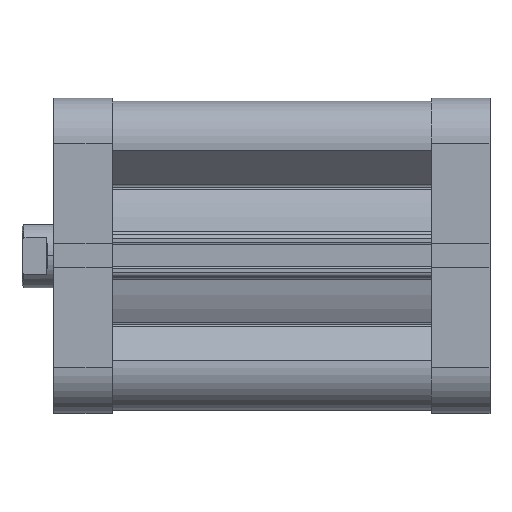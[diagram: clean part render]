
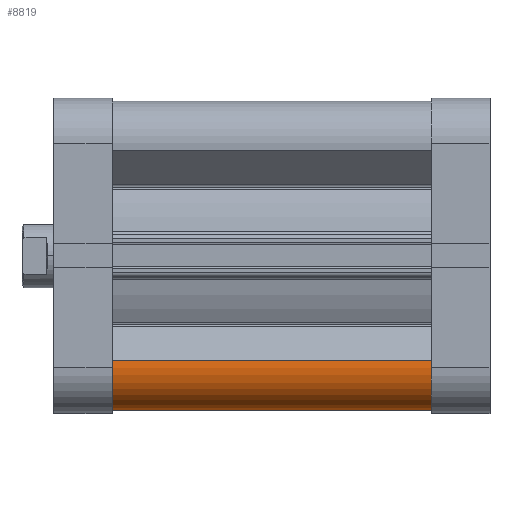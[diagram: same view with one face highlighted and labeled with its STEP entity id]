
A CAD part, top view. The second image highlights one B-rep face of the part: STEP entity #8819.
In plain terms, the highlighted cylindrical face has radius 10.75 mm (diameter 21.5 mm), a partial arc.
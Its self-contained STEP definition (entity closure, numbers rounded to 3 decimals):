
#59 = EDGE_CURVE ( 'NONE', #1581, #3046, #7700, .T. ) ;
#65 = EDGE_CURVE ( 'NONE', #1576, #3047, #8377, .T. ) ;
#499 = EDGE_CURVE ( 'NONE', #3047, #3046, #9442, .T. ) ;
#585 = EDGE_CURVE ( 'NONE', #1576, #1581, #9576, .T. ) ;
#1057 = ORIENTED_EDGE ( 'NONE', *, *, #499, .T. ) ;
#1160 = ORIENTED_EDGE ( 'NONE', *, *, #59, .F. ) ;
#1501 = ORIENTED_EDGE ( 'NONE', *, *, #65, .T. ) ;
#1503 = ORIENTED_EDGE ( 'NONE', *, *, #585, .F. ) ;
#1576 = VERTEX_POINT ( 'NONE', #5177 ) ;
#1581 = VERTEX_POINT ( 'NONE', #5182 ) ;
#1612 = CARTESIAN_POINT ( 'NONE',  ( 38.853, -26.479, 80.5 ) ) ;
#1615 = DIRECTION ( 'NONE',  ( 0., 0., -1. ) ) ;
#1624 = CARTESIAN_POINT ( 'NONE',  ( 26.479, -38.853, 80.5 ) ) ;
#1627 = DIRECTION ( 'NONE',  ( 0., 0., -1. ) ) ;
#2611 = CARTESIAN_POINT ( 'NONE',  ( 28.25, -28.25, 0. ) ) ;
#2613 = DIRECTION ( 'NONE',  ( 0., 0., 1. ) ) ;
#2614 = DIRECTION ( 'NONE',  ( -1., 0., 0. ) ) ;
#3046 = VERTEX_POINT ( 'NONE', #5571 ) ;
#3047 = VERTEX_POINT ( 'NONE', #5572 ) ;
#3727 = AXIS2_PLACEMENT_3D ( 'NONE', #2611, #2613, #2614 ) ;
#3768 = AXIS2_PLACEMENT_3D ( 'NONE', #4402, #4409, #4410 ) ;
#3975 = AXIS2_PLACEMENT_3D ( 'NONE', #5945, #5937, #5940 ) ;
#4402 = CARTESIAN_POINT ( 'NONE',  ( 28.25, -28.25, 80.5 ) ) ;
#4409 = DIRECTION ( 'NONE',  ( 0., 0., 1. ) ) ;
#4410 = DIRECTION ( 'NONE',  ( -1., 0., 0. ) ) ;
#5177 = CARTESIAN_POINT ( 'NONE',  ( 26.479, -38.853, 80.5 ) ) ;
#5182 = CARTESIAN_POINT ( 'NONE',  ( 38.853, -26.479, 80.5 ) ) ;
#5571 = CARTESIAN_POINT ( 'NONE',  ( 38.853, -26.479, 0. ) ) ;
#5572 = CARTESIAN_POINT ( 'NONE',  ( 26.479, -38.853, 0. ) ) ;
#5937 = DIRECTION ( 'NONE',  ( 0., 0., -1. ) ) ;
#5940 = DIRECTION ( 'NONE',  ( -1., 0., 0. ) ) ;
#5945 = CARTESIAN_POINT ( 'NONE',  ( 28.25, -28.25, 80.5 ) ) ;
#6935 = CYLINDRICAL_SURFACE ( 'NONE', #3975, 10.75 ) ;
#6938 = FACE_OUTER_BOUND ( 'NONE', #7914, .T. ) ;
#7700 = LINE ( 'NONE', #1612, #8370 ) ;
#7914 = EDGE_LOOP ( 'NONE', ( #1057, #1160, #1503, #1501 ) ) ;
#8370 = VECTOR ( 'NONE', #1615, 1000. ) ;
#8377 = LINE ( 'NONE', #1624, #8382 ) ;
#8382 = VECTOR ( 'NONE', #1627, 1000. ) ;
#8819 = ADVANCED_FACE ( 'NONE', ( #6938 ), #6935, .T. ) ;
#9442 = CIRCLE ( 'NONE', #3727, 10.75 ) ;
#9576 = CIRCLE ( 'NONE', #3768, 10.75 ) ;
